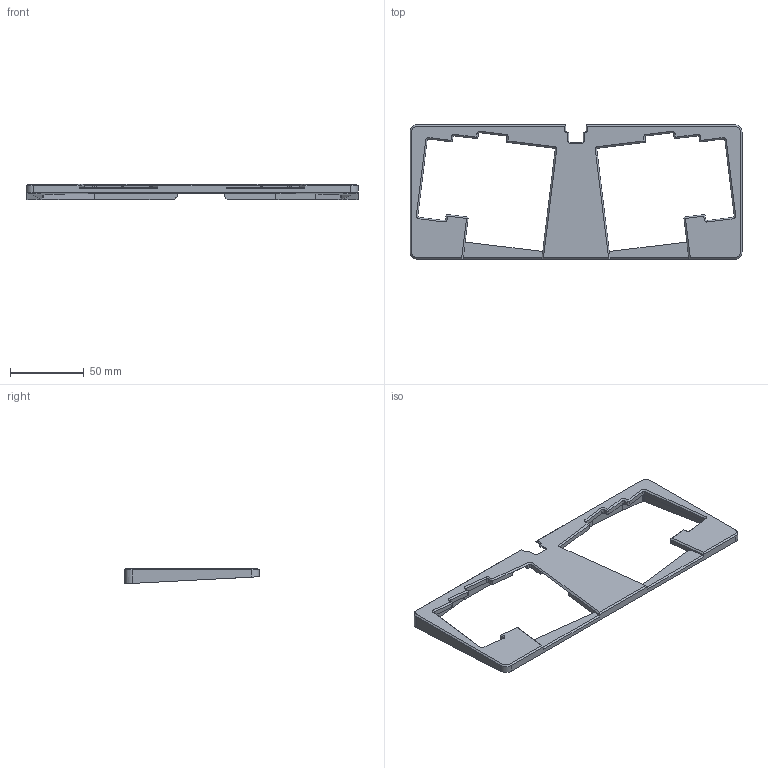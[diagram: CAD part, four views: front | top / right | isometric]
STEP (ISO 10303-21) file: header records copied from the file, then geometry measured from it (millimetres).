
FILE_DESCRIPTION(/* description */ ('STEP AP242','CAx-IF Rec.Pracs.---Representation and Presentation of Product Manufacturing Information (PMI)---4.0---2014-10-13','CAx-IF Rec.Pracs.---3D Tessellated Geometry---0.4---2014-09-14','2;1'),/* implementation_level */ '2;1');
FILE_NAME(/* name */ '67663af9724320357799178a',/* time_stamp */ '2024-12-21T03:50:17Z',/* author */ (''),/* organization */ (''),/* preprocessor_version */ 'ST-DEVELOPER v20',/* originating_system */ 'ONSHAPE BY PTC INC, 1.191',/* authorisation */ ' ');
FILE_SCHEMA (('AP242_MANAGED_MODEL_BASED_3D_ENGINEERING_MIM_LF { 1 0 10303 442 1 1 4 }'));
Length unit declared in the file: metre
Products named in the file (1): le oeuf case
Bounding box: 225.12 x 91.15 x 10.55 mm (x, y, z)
Volume: 42629.5 mm3; surface area: 27035.5 mm2
Topology: 1 solids, 1 shells, 265 faces, 707 edges, 433 vertices
Faces by surface type: plane 156, cylinder 65, cone 38, torus 5, sphere 1
Full cylindrical faces by diameter (mm): 1.6 x4, 8.2 x4
Entity records: 7939 total; most frequent: CARTESIAN_POINT 1371, DIRECTION 1367, ORIENTED_EDGE 1352, EDGE_CURVE 676, LINE 517, VECTOR 517, VERTEX_POINT 429, AXIS2_PLACEMENT_3D 425
